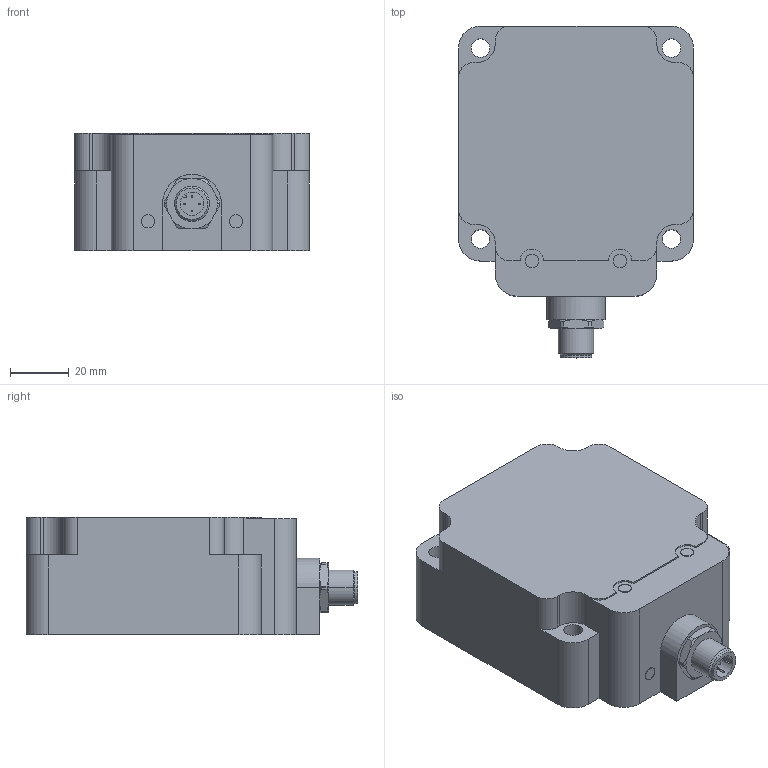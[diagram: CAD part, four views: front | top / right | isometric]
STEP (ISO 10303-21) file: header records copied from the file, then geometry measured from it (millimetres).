
FILE_DESCRIPTION(('modularis output'),'2;1');
FILE_NAME('Bi50U-Q80-AP6X2-H1141.stp','11:40:54 2003/11/13',( 'modularis software ag'),('modularis software ag'), 'unknown preprocess','ACIS','unknown authorization');
FILE_SCHEMA(('CONFIG_CONTROL_DESIGN {UNKNOWN IMPLEMENTATION LEVEL}'));
Length unit declared in the file: millimetre
Products named in the file (1): PRODUCT_ID_2
Bounding box: 80 x 113 x 40 mm (x, y, z)
Volume: 273717.1 mm3; surface area: 30208.7 mm2
Topology: 1 solids, 1 shells, 129 faces, 352 edges, 224 vertices
Faces by surface type: cylinder 61, plane 42, cone 18, sphere 8
Entity records: 3548 total; most frequent: ORIENTED_EDGE 672, CARTESIAN_POINT 626, DIRECTION 508, EDGE_CURVE 336, VERTEX_POINT 220, AXIS2_PLACEMENT_3D 174, VECTOR 160, LINE 160
